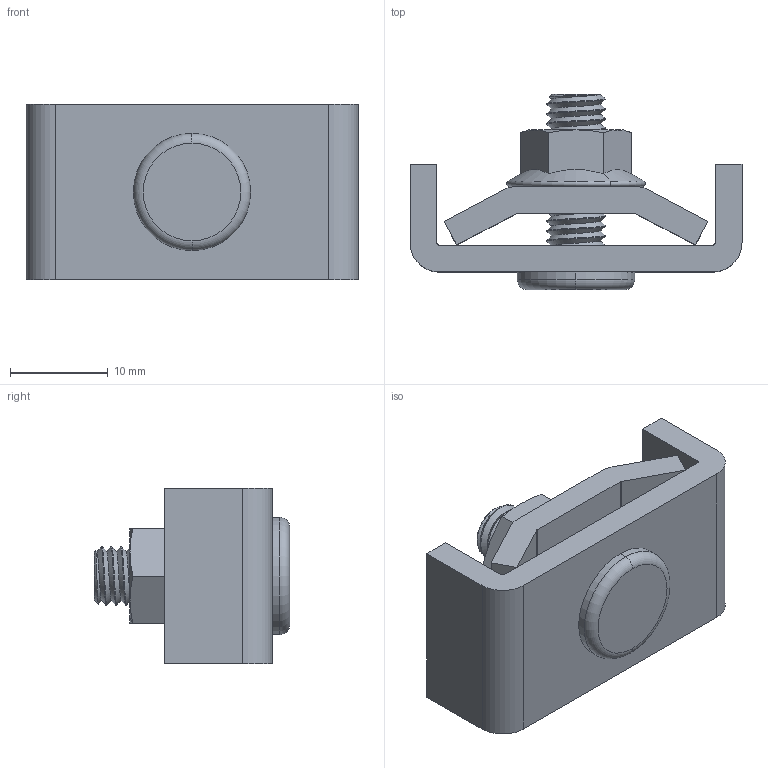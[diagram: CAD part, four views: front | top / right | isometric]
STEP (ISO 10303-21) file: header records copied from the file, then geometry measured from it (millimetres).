
FILE_DESCRIPTION (( 'STEP AP203' ), '1' );
FILE_NAME ('00406527.STEP', '2021-07-08T02:51:47', ( '' ), ( '' ), 'SwSTEP 2.0', 'SolidWorks 2020', '' );
FILE_SCHEMA (( 'CONFIG_CONTROL_DESIGN' ));
Length unit declared in the file: millimetre
Products named in the file (1): 00406527
Bounding box: 34 x 20 x 18 mm (x, y, z)
Volume: 4634.9 mm3; surface area: 4636.5 mm2
Topology: 4 solids, 4 shells, 122 faces, 318 edges, 206 vertices
Faces by surface type: cylinder 53, plane 44, cone 17, torus 4, bspline 4
Entity records: 6952 total; most frequent: CARTESIAN_POINT 4168, ORIENTED_EDGE 636, DIRECTION 487, EDGE_CURVE 318, VERTEX_POINT 206, AXIS2_PLACEMENT_3D 168, LINE 151, VECTOR 151
